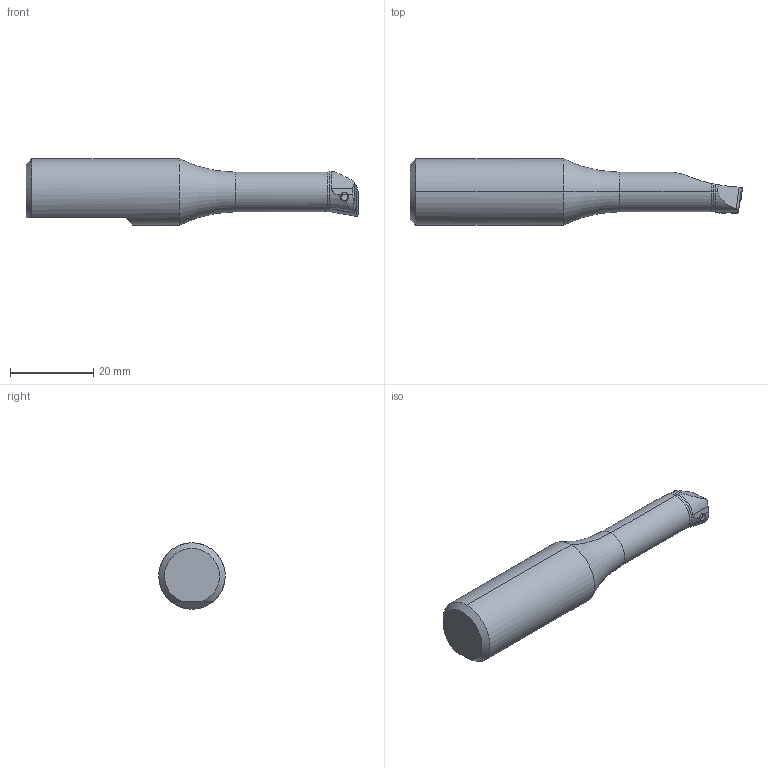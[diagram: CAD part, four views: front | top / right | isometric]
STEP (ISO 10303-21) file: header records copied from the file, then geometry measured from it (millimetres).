
FILE_DESCRIPTION (( 'STEP AP214' ), '1' );
FILE_NAME ('270.012.006.STEP', '2025-02-20T15:02:39', ( '' ), ( '' ), 'SwSTEP 2.0', 'SolidWorks 2022', '' );
FILE_SCHEMA (( 'AUTOMOTIVE_DESIGN' ));
Length unit declared in the file: millimetre
Products named in the file (4): CCMT060204; WCA-ER2.001.005_A; B12-WCA.001.080_A; 270.012.006
Assembly tree (3 placements, depth 2):
  270.012.006
    B12-WCA.001.080_A
    CCMT060204
    WCA-ER2.001.005_A
Bounding box: 80 x 16 x 16 mm (x, y, z)
Volume: 10241.4 mm3; surface area: 3591.6 mm2
Topology: 3 solids, 3 shells, 123 faces, 312 edges, 191 vertices
Faces by surface type: cylinder 39, plane 32, cone 24, torus 13, bspline 13, sphere 2
Entity records: 4566 total; most frequent: CARTESIAN_POINT 1338, ORIENTED_EDGE 616, DIRECTION 544, EDGE_CURVE 308, AXIS2_PLACEMENT_3D 216, VERTEX_POINT 191, EDGE_LOOP 127, FACE_OUTER_BOUND 123
